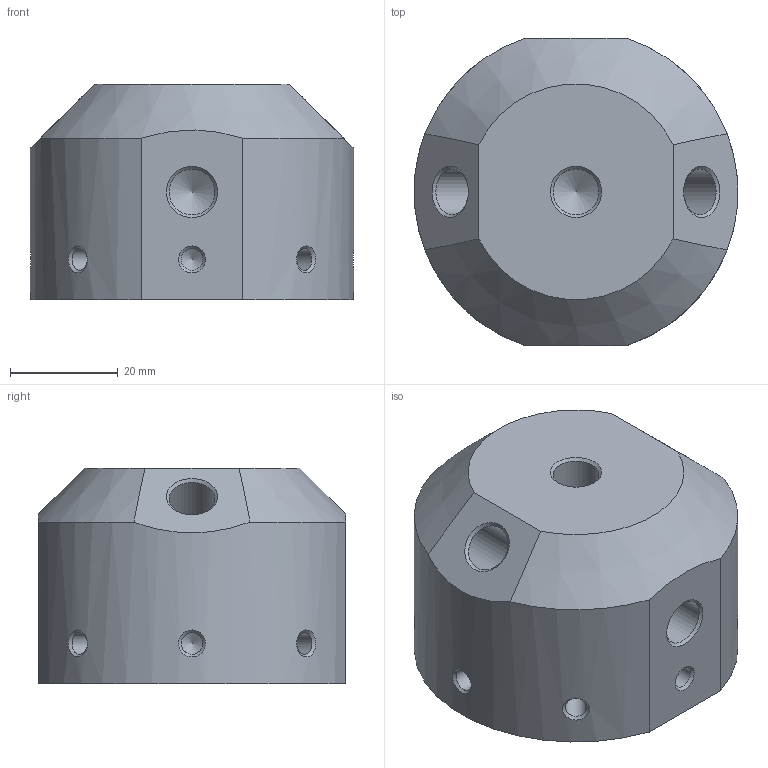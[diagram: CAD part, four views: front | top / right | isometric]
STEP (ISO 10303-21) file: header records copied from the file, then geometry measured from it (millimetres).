
FILE_DESCRIPTION(/* description */ (''),/* implementation_level */ '2;1');
FILE_NAME(/* name */ 'Adapter v2 v21.step',/* time_stamp */ '2023-12-10T17:01:51+01:00',/* author */ (''),/* organization */ (''),/* preprocessor_version */ 'ST-DEVELOPER v20',/* originating_system */ 'Autodesk Translation Framework v12.14.0.127',/* authorisation */ '');
FILE_SCHEMA (('AUTOMOTIVE_DESIGN { 1 0 10303 214 3 1 1 }'));
Length unit declared in the file: millimetre
Products named in the file (1): Adapter v2
Bounding box: 60 x 57 x 40 mm (x, y, z)
Volume: 94231 mm3; surface area: 16867.8 mm2
Topology: 1 solids, 1 shells, 52 faces, 129 edges, 79 vertices
Faces by surface type: cone 24, cylinder 16, plane 6, bspline 6
Full cylindrical faces by diameter (mm): 4 x8, 7.976 x1, 8.509 x5
Entity records: 2310 total; most frequent: CARTESIAN_POINT 1128, DIRECTION 234, ORIENTED_EDGE 230, EDGE_CURVE 115, AXIS2_PLACEMENT_3D 92, VERTEX_POINT 79, EDGE_LOOP 66, FACE_OUTER_BOUND 52
